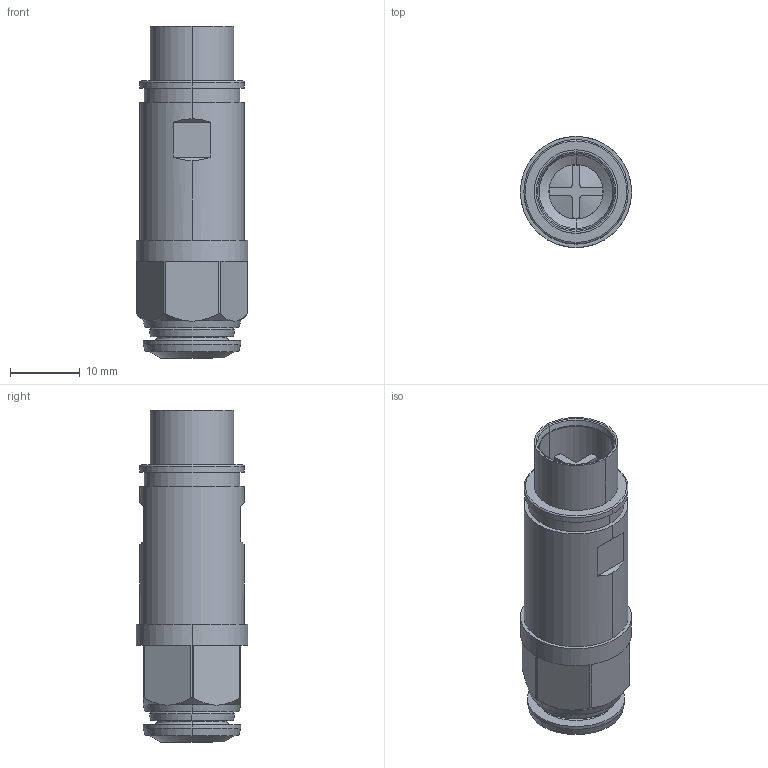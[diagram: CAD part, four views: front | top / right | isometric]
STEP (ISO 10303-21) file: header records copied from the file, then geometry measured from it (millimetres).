
FILE_DESCRIPTION(('Creo Elements/Direct Modeling STEP Export'),'2;1');
FILE_NAME('0ln7uvk5p6o8s964976','2023-02-13T16:35:35',(''),(''),'Creo Elements/Direct Modeling STEP processor for AP214 (Solid Model)','Creo Elements/Direct Modeling 20.1B 02-Apr-2019 (C) Parametric Technology GmbH','');
FILE_SCHEMA(('AUTOMOTIVE_DESIGN { 1 0 10303 214 1 1 1 1 }'));
Length unit declared in the file: millimetre
Products named in the file (2): CX 8.0 MPQV
Assembly tree (1 placements, depth 2):
  CX 8.0 MPQV
    CX 8.0 MPQV
Bounding box: 16 x 16 x 47.75 mm (x, y, z)
Volume: 5067.5 mm3; surface area: 4257.5 mm2
Topology: 1 solids, 1 shells, 175 faces, 466 edges, 306 vertices
Faces by surface type: plane 65, cone 56, cylinder 40, torus 14
Entity records: 7672 total; most frequent: CARTESIAN_POINT 2182, ORIENTED_EDGE 932, DIRECTION 716, EDGE_CURVE 466, VERTEX_POINT 306, AXIS2_PLACEMENT_3D 292, EDGE_LOOP 188, COLOUR_RGB 176
